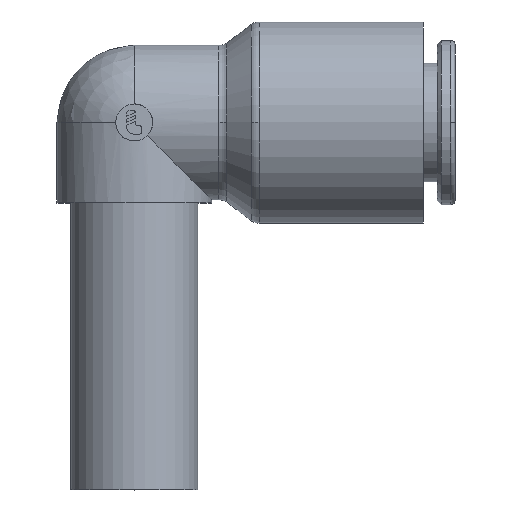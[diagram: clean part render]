
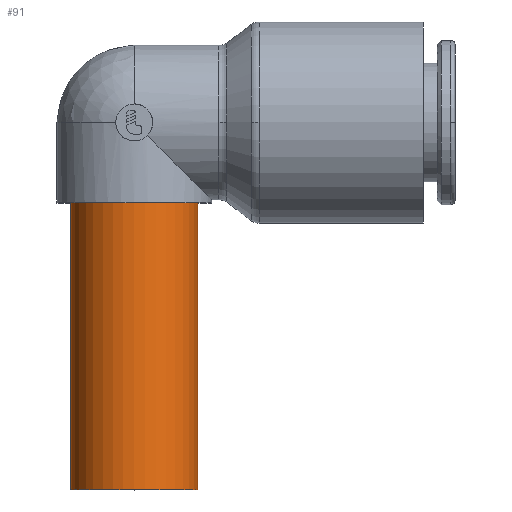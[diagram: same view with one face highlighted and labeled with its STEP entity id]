
A CAD part, top view. The second image highlights one B-rep face of the part: STEP entity #91.
In plain terms, the highlighted cylindrical face has radius 6 mm (diameter 12 mm), a partial arc.
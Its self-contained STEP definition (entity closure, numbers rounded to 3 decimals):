
#91=ADVANCED_FACE('',(#199),#200,.T.);
#199=FACE_OUTER_BOUND('',#323,.T.);
#200=CYLINDRICAL_SURFACE('',#324,6.0);
#323=EDGE_LOOP('',(#717,#718,#719,#720));
#324=AXIS2_PLACEMENT_3D('',#721,#722,#723);
#717=ORIENTED_EDGE('',*,*,#855,.T.);
#718=ORIENTED_EDGE('',*,*,#952,.T.);
#719=ORIENTED_EDGE('',*,*,#857,.T.);
#720=ORIENTED_EDGE('',*,*,#953,.F.);
#721=CARTESIAN_POINT('',(0.0,-17.35,0.0));
#722=DIRECTION('',(-0.0,1.0,0.0));
#723=DIRECTION('',(1.0,0.0,0.0));
#855=EDGE_CURVE('',#1032,#1033,#1034,.T.);
#857=EDGE_CURVE('',#1037,#1035,#1038,.T.);
#952=EDGE_CURVE('',#1033,#1037,#1193,.T.);
#953=EDGE_CURVE('',#1032,#1035,#1194,.T.);
#1032=VERTEX_POINT('',#1284);
#1033=VERTEX_POINT('',#1285);
#1034=LINE('',#1286,#1287);
#1035=VERTEX_POINT('',#1288);
#1037=VERTEX_POINT('',#1290);
#1038=LINE('',#1291,#1292);
#1193=CIRCLE('',#1654,6.0);
#1194=CIRCLE('',#1655,6.0);
#1284=CARTESIAN_POINT('',(6.0,-34.7,0.0));
#1285=CARTESIAN_POINT('',(6.0,-7.6,0.));
#1286=CARTESIAN_POINT('',(6.0,-17.35,0.));
#1287=VECTOR('',#1756,1.0);
#1288=CARTESIAN_POINT('',(-6.0,-34.7,0.));
#1290=CARTESIAN_POINT('',(-6.0,-7.6,0.));
#1291=CARTESIAN_POINT('',(-6.0,-17.35,0.));
#1292=VECTOR('',#1760,1.0);
#1654=AXIS2_PLACEMENT_3D('',#1921,#1922,#1923);
#1655=AXIS2_PLACEMENT_3D('',#1924,#1925,#1926);
#1756=DIRECTION('',(0.0,1.0,0.0));
#1760=DIRECTION('',(-0.0,-1.0,-0.0));
#1921=CARTESIAN_POINT('',(0.0,-7.6,0.0));
#1922=DIRECTION('',(0.0,-1.0,0.0));
#1923=DIRECTION('',(1.0,0.0,0.0));
#1924=CARTESIAN_POINT('',(0.0,-34.7,0.0));
#1925=DIRECTION('',(0.0,-1.0,0.0));
#1926=DIRECTION('',(1.0,0.0,0.0));
